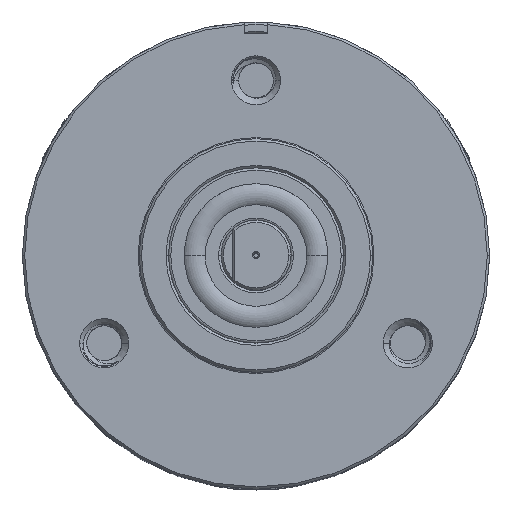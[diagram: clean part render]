
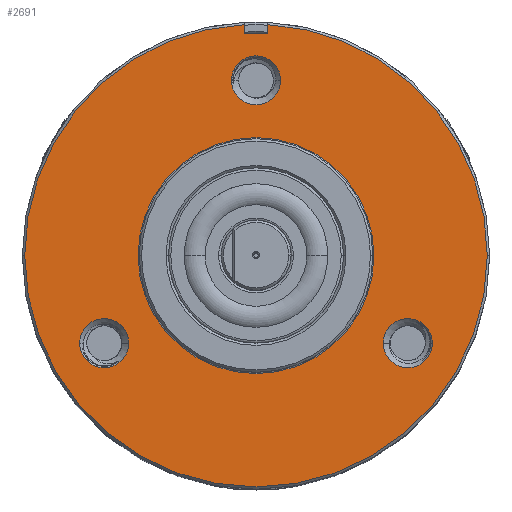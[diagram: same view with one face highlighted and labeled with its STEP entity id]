
A CAD part, top view. The second image highlights one B-rep face of the part: STEP entity #2691.
In plain terms, the highlighted planar face has unit normal (0, 0, 1).
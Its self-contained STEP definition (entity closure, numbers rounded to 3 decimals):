
#1642 = CARTESIAN_POINT ( 'NONE',  ( 0., 15., 7. ) ) ;
#1643 = DIRECTION ( 'NONE',  ( 0., 0., -1. ) ) ;
#1644 = DIRECTION ( 'NONE',  ( 1., 0., 0. ) ) ;
#1650 = LINE ( 'NONE', #1651, #10840 ) ;
#1651 = CARTESIAN_POINT ( 'NONE',  ( -1., 19., 7. ) ) ;
#1655 = LINE ( 'NONE', #1656, #10843 ) ;
#1656 = CARTESIAN_POINT ( 'NONE',  ( 1., 19., 7. ) ) ;
#1660 = DIRECTION ( 'NONE',  ( 0., 1., 0. ) ) ;
#1661 = CARTESIAN_POINT ( 'NONE',  ( 0., 0., 7. ) ) ;
#1662 = DIRECTION ( 'NONE',  ( 0., 0., 1. ) ) ;
#1663 = DIRECTION ( 'NONE',  ( 1., 0., 0. ) ) ;
#1664 = DIRECTION ( 'NONE',  ( 0., 1., 0. ) ) ;
#1665 = LINE ( 'NONE', #1666, #10845 ) ;
#1666 = CARTESIAN_POINT ( 'NONE',  ( 1., 19., 7. ) ) ;
#1667 = DIRECTION ( 'NONE',  ( 1., 0., 0. ) ) ;
#1668 = CARTESIAN_POINT ( 'NONE',  ( 0., 0., 7. ) ) ;
#1669 = DIRECTION ( 'NONE',  ( 0., 0., -1. ) ) ;
#1670 = DIRECTION ( 'NONE',  ( 1., 0., 0. ) ) ;
#2621 = EDGE_CURVE ( 'NONE', #7375, #7444, #7199, .T. ) ;
#2625 = EDGE_CURVE ( 'NONE', #7440, #7375, #7197, .T. ) ;
#2691 = ADVANCED_FACE ( 'NONE', ( #11299, #11294, #11302, #11304, #11298 ), #11290, .T. ) ;
#2865 = CIRCLE ( 'NONE', #2872, 10.1 ) ;
#2872 = AXIS2_PLACEMENT_3D ( 'NONE', #3389, #3390, #3391 ) ;
#2983 = CIRCLE ( 'NONE', #2985, 2.1 ) ;
#2985 = AXIS2_PLACEMENT_3D ( 'NONE', #3779, #3780, #3781 ) ;
#3007 = CIRCLE ( 'NONE', #3009, 2.1 ) ;
#3009 = AXIS2_PLACEMENT_3D ( 'NONE', #4507, #4508, #4509 ) ;
#3034 = CIRCLE ( 'NONE', #3038, 2.1 ) ;
#3038 = AXIS2_PLACEMENT_3D ( 'NONE', #5267, #5268, #5269 ) ;
#3389 = CARTESIAN_POINT ( 'NONE',  ( 0., 0., 7. ) ) ;
#3390 = DIRECTION ( 'NONE',  ( 0., 0., -1. ) ) ;
#3391 = DIRECTION ( 'NONE',  ( 1., 0., 0. ) ) ;
#3779 = CARTESIAN_POINT ( 'NONE',  ( 0., 15., 7. ) ) ;
#3780 = DIRECTION ( 'NONE',  ( 0., 0., -1. ) ) ;
#3781 = DIRECTION ( 'NONE',  ( 1., 0., 0. ) ) ;
#4507 = CARTESIAN_POINT ( 'NONE',  ( -12.99, -7.5, 7. ) ) ;
#4508 = DIRECTION ( 'NONE',  ( 0., 0., -1. ) ) ;
#4509 = DIRECTION ( 'NONE',  ( 1., 0., 0. ) ) ;
#5267 = CARTESIAN_POINT ( 'NONE',  ( 12.99, -7.5, 7. ) ) ;
#5268 = DIRECTION ( 'NONE',  ( 0., 0., -1. ) ) ;
#5269 = DIRECTION ( 'NONE',  ( 1., 0., 0. ) ) ;
#6942 = AXIS2_PLACEMENT_3D ( 'NONE', #9834, #9835, #9836 ) ;
#6956 = CIRCLE ( 'NONE', #6942, 2.1 ) ;
#7174 = EDGE_LOOP ( 'NONE', ( #8197, #8198 ) ) ;
#7175 = EDGE_LOOP ( 'NONE', ( #8191, #8192, #8193, #8194, #8195, #8196 ) ) ;
#7176 = EDGE_LOOP ( 'NONE', ( #8185, #8186 ) ) ;
#7179 = EDGE_LOOP ( 'NONE', ( #8189, #8190 ) ) ;
#7184 = EDGE_LOOP ( 'NONE', ( #8187, #8188 ) ) ;
#7197 = CIRCLE ( 'NONE', #7222, 19.8 ) ;
#7199 = CIRCLE ( 'NONE', #7236, 19.8 ) ;
#7222 = AXIS2_PLACEMENT_3D ( 'NONE', #11046, #11047, #11048 ) ;
#7236 = AXIS2_PLACEMENT_3D ( 'NONE', #11030, #11031, #11032 ) ;
#7295 = AXIS2_PLACEMENT_3D ( 'NONE', #11301, #11305, #11306 ) ;
#7375 = VERTEX_POINT ( 'NONE', #9510 ) ;
#7429 = VERTEX_POINT ( 'NONE', #9564 ) ;
#7430 = VERTEX_POINT ( 'NONE', #9565 ) ;
#7440 = VERTEX_POINT ( 'NONE', #9575 ) ;
#7444 = VERTEX_POINT ( 'NONE', #9579 ) ;
#7467 = VERTEX_POINT ( 'NONE', #9602 ) ;
#7475 = VERTEX_POINT ( 'NONE', #9610 ) ;
#7511 = VERTEX_POINT ( 'NONE', #9646 ) ;
#7512 = VERTEX_POINT ( 'NONE', #9647 ) ;
#7549 = VERTEX_POINT ( 'NONE', #9684 ) ;
#7550 = VERTEX_POINT ( 'NONE', #9685 ) ;
#7562 = VERTEX_POINT ( 'NONE', #9697 ) ;
#7589 = VERTEX_POINT ( 'NONE', #9724 ) ;
#7594 = VERTEX_POINT ( 'NONE', #9729 ) ;
#8185 = ORIENTED_EDGE ( 'NONE', *, *, #13485, .T. ) ;
#8186 = ORIENTED_EDGE ( 'NONE', *, *, #12251, .T. ) ;
#8187 = ORIENTED_EDGE ( 'NONE', *, *, #13433, .T. ) ;
#8188 = ORIENTED_EDGE ( 'NONE', *, *, #12351, .T. ) ;
#8189 = ORIENTED_EDGE ( 'NONE', *, *, #12661, .T. ) ;
#8190 = ORIENTED_EDGE ( 'NONE', *, *, #12393, .T. ) ;
#8191 = ORIENTED_EDGE ( 'NONE', *, *, #12398, .T. ) ;
#8192 = ORIENTED_EDGE ( 'NONE', *, *, #12399, .T. ) ;
#8193 = ORIENTED_EDGE ( 'NONE', *, *, #2625, .T. ) ;
#8194 = ORIENTED_EDGE ( 'NONE', *, *, #2621, .T. ) ;
#8195 = ORIENTED_EDGE ( 'NONE', *, *, #12400, .F. ) ;
#8196 = ORIENTED_EDGE ( 'NONE', *, *, #12401, .F. ) ;
#8197 = ORIENTED_EDGE ( 'NONE', *, *, #12554, .T. ) ;
#8198 = ORIENTED_EDGE ( 'NONE', *, *, #12402, .T. ) ;
#9308 = CARTESIAN_POINT ( 'NONE',  ( -12.99, -7.5, 7. ) ) ;
#9309 = DIRECTION ( 'NONE',  ( 0., 0., -1. ) ) ;
#9310 = DIRECTION ( 'NONE',  ( 1., 0., 0. ) ) ;
#9510 = CARTESIAN_POINT ( 'NONE',  ( 19.8, 0., 7. ) ) ;
#9564 = CARTESIAN_POINT ( 'NONE',  ( 10.1, 0., 7. ) ) ;
#9565 = CARTESIAN_POINT ( 'NONE',  ( -10.1, 0., 7. ) ) ;
#9575 = CARTESIAN_POINT ( 'NONE',  ( -19.8, 0., 7. ) ) ;
#9579 = CARTESIAN_POINT ( 'NONE',  ( 1., 19.775, 7. ) ) ;
#9602 = CARTESIAN_POINT ( 'NONE',  ( 2.1, 15., 7. ) ) ;
#9610 = CARTESIAN_POINT ( 'NONE',  ( -2.1, 15., 7. ) ) ;
#9646 = CARTESIAN_POINT ( 'NONE',  ( -10.89, -7.5, 7. ) ) ;
#9647 = CARTESIAN_POINT ( 'NONE',  ( -15.09, -7.5, 7. ) ) ;
#9684 = CARTESIAN_POINT ( 'NONE',  ( 15.09, -7.5, 7. ) ) ;
#9685 = CARTESIAN_POINT ( 'NONE',  ( 10.89, -7.5, 7. ) ) ;
#9697 = CARTESIAN_POINT ( 'NONE',  ( -1., 19., 7. ) ) ;
#9724 = CARTESIAN_POINT ( 'NONE',  ( 1., 19., 7. ) ) ;
#9729 = CARTESIAN_POINT ( 'NONE',  ( -1., 19.775, 7. ) ) ;
#9834 = CARTESIAN_POINT ( 'NONE',  ( 12.99, -7.5, 7. ) ) ;
#9835 = DIRECTION ( 'NONE',  ( 0., 0., -1. ) ) ;
#9836 = DIRECTION ( 'NONE',  ( 1., 0., 0. ) ) ;
#10772 = CIRCLE ( 'NONE', #10784, 2.1 ) ;
#10784 = AXIS2_PLACEMENT_3D ( 'NONE', #9308, #9309, #9310 ) ;
#10832 = CIRCLE ( 'NONE', #10834, 2.1 ) ;
#10834 = AXIS2_PLACEMENT_3D ( 'NONE', #1642, #1643, #1644 ) ;
#10835 = CIRCLE ( 'NONE', #10848, 10.1 ) ;
#10840 = VECTOR ( 'NONE', #1660, 1000. ) ;
#10842 = CIRCLE ( 'NONE', #10844, 19.8 ) ;
#10843 = VECTOR ( 'NONE', #1664, 1000. ) ;
#10844 = AXIS2_PLACEMENT_3D ( 'NONE', #1661, #1662, #1663 ) ;
#10845 = VECTOR ( 'NONE', #1667, 1000. ) ;
#10848 = AXIS2_PLACEMENT_3D ( 'NONE', #1668, #1669, #1670 ) ;
#11030 = CARTESIAN_POINT ( 'NONE',  ( 0., 0., 7. ) ) ;
#11031 = DIRECTION ( 'NONE',  ( 0., 0., 1. ) ) ;
#11032 = DIRECTION ( 'NONE',  ( 1., 0., 0. ) ) ;
#11046 = CARTESIAN_POINT ( 'NONE',  ( 0., 0., 7. ) ) ;
#11047 = DIRECTION ( 'NONE',  ( 0., 0., 1. ) ) ;
#11048 = DIRECTION ( 'NONE',  ( 1., 0., 0. ) ) ;
#11290 = PLANE ( 'NONE',  #7295 ) ;
#11294 = FACE_BOUND ( 'NONE', #7184, .T. ) ;
#11298 = FACE_BOUND ( 'NONE', #7174, .T. ) ;
#11299 = FACE_BOUND ( 'NONE', #7176, .T. ) ;
#11301 = CARTESIAN_POINT ( 'NONE',  ( 0., 0., 7. ) ) ;
#11302 = FACE_BOUND ( 'NONE', #7179, .T. ) ;
#11304 = FACE_OUTER_BOUND ( 'NONE', #7175, .T. ) ;
#11305 = DIRECTION ( 'NONE',  ( 0., 0., 1. ) ) ;
#11306 = DIRECTION ( 'NONE',  ( 1., 0., 0. ) ) ;
#12251 = EDGE_CURVE ( 'NONE', #7550, #7549, #6956, .T. ) ;
#12351 = EDGE_CURVE ( 'NONE', #7512, #7511, #10772, .T. ) ;
#12393 = EDGE_CURVE ( 'NONE', #7475, #7467, #10832, .T. ) ;
#12398 = EDGE_CURVE ( 'NONE', #7562, #7594, #1650, .T. ) ;
#12399 = EDGE_CURVE ( 'NONE', #7594, #7440, #10842, .T. ) ;
#12400 = EDGE_CURVE ( 'NONE', #7589, #7444, #1655, .T. ) ;
#12401 = EDGE_CURVE ( 'NONE', #7562, #7589, #1665, .T. ) ;
#12402 = EDGE_CURVE ( 'NONE', #7430, #7429, #10835, .T. ) ;
#12554 = EDGE_CURVE ( 'NONE', #7429, #7430, #2865, .T. ) ;
#12661 = EDGE_CURVE ( 'NONE', #7467, #7475, #2983, .T. ) ;
#13433 = EDGE_CURVE ( 'NONE', #7511, #7512, #3007, .T. ) ;
#13485 = EDGE_CURVE ( 'NONE', #7549, #7550, #3034, .T. ) ;
